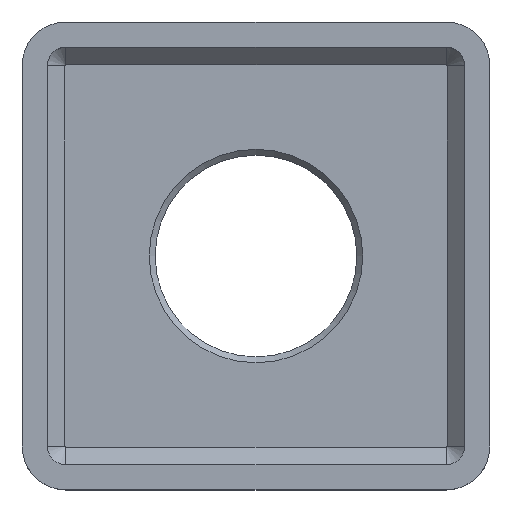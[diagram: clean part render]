
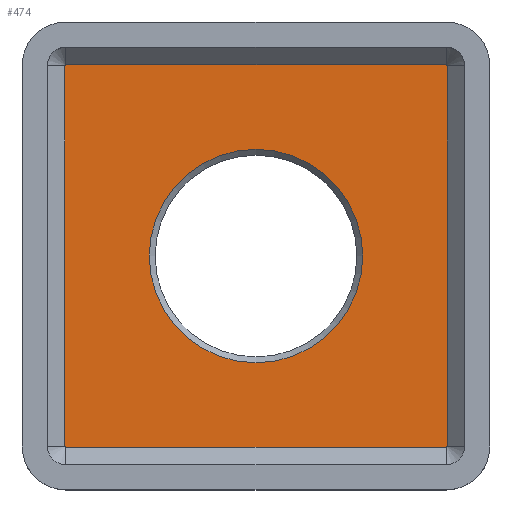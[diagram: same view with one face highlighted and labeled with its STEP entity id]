
A CAD part, top view. The second image highlights one B-rep face of the part: STEP entity #474.
In plain terms, the highlighted planar face has unit normal (0, 0, 1).
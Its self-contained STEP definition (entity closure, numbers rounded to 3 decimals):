
#24=FACE_BOUND('',#73,.T.);
#27=PLANE('',#519);
#43=FACE_OUTER_BOUND('',#72,.T.);
#72=EDGE_LOOP('',(#334,#335,#336,#337,#338,#339,#340,#341));
#73=EDGE_LOOP('',(#342));
#104=LINE('',#730,#150);
#105=LINE('',#734,#151);
#106=LINE('',#738,#152);
#107=LINE('',#742,#153);
#150=VECTOR('',#579,10.);
#151=VECTOR('',#582,10.);
#152=VECTOR('',#585,10.);
#153=VECTOR('',#588,10.);
#195=CIRCLE('',#517,3.65);
#197=CIRCLE('',#520,0.04);
#198=CIRCLE('',#521,0.04);
#199=CIRCLE('',#522,0.04);
#200=CIRCLE('',#523,0.04);
#218=VERTEX_POINT('',#722);
#220=VERTEX_POINT('',#728);
#221=VERTEX_POINT('',#729);
#222=VERTEX_POINT('',#731);
#223=VERTEX_POINT('',#733);
#224=VERTEX_POINT('',#735);
#225=VERTEX_POINT('',#737);
#226=VERTEX_POINT('',#739);
#227=VERTEX_POINT('',#741);
#261=EDGE_CURVE('',#218,#218,#195,.T.);
#264=EDGE_CURVE('',#220,#221,#104,.T.);
#265=EDGE_CURVE('',#222,#220,#197,.T.);
#266=EDGE_CURVE('',#223,#222,#105,.T.);
#267=EDGE_CURVE('',#224,#223,#198,.T.);
#268=EDGE_CURVE('',#225,#224,#106,.T.);
#269=EDGE_CURVE('',#226,#225,#199,.T.);
#270=EDGE_CURVE('',#227,#226,#107,.T.);
#271=EDGE_CURVE('',#221,#227,#200,.T.);
#334=ORIENTED_EDGE('',*,*,#264,.F.);
#335=ORIENTED_EDGE('',*,*,#265,.F.);
#336=ORIENTED_EDGE('',*,*,#266,.F.);
#337=ORIENTED_EDGE('',*,*,#267,.F.);
#338=ORIENTED_EDGE('',*,*,#268,.F.);
#339=ORIENTED_EDGE('',*,*,#269,.F.);
#340=ORIENTED_EDGE('',*,*,#270,.F.);
#341=ORIENTED_EDGE('',*,*,#271,.F.);
#342=ORIENTED_EDGE('',*,*,#261,.F.);
#474=ADVANCED_FACE('',(#43,#24),#27,.F.);
#517=AXIS2_PLACEMENT_3D('',#723,#572,#573);
#519=AXIS2_PLACEMENT_3D('',#727,#577,#578);
#520=AXIS2_PLACEMENT_3D('',#732,#580,#581);
#521=AXIS2_PLACEMENT_3D('',#736,#583,#584);
#522=AXIS2_PLACEMENT_3D('',#740,#586,#587);
#523=AXIS2_PLACEMENT_3D('',#743,#589,#590);
#572=DIRECTION('center_axis',(0.,0.,1.));
#573=DIRECTION('ref_axis',(-1.,0.,0.));
#577=DIRECTION('center_axis',(0.,0.,-1.));
#578=DIRECTION('ref_axis',(-1.,0.,0.));
#579=DIRECTION('',(-1.,0.,0.));
#580=DIRECTION('center_axis',(0.,0.,-1.));
#581=DIRECTION('ref_axis',(1.,0.,0.));
#582=DIRECTION('',(0.,-1.,0.));
#583=DIRECTION('center_axis',(0.,0.,-1.));
#584=DIRECTION('ref_axis',(0.,1.,0.));
#585=DIRECTION('',(1.,0.,0.));
#586=DIRECTION('center_axis',(0.,0.,-1.));
#587=DIRECTION('ref_axis',(-1.,0.,0.));
#588=DIRECTION('',(0.,1.,0.));
#589=DIRECTION('center_axis',(0.,0.,-1.));
#590=DIRECTION('ref_axis',(0.,-1.,0.));
#722=CARTESIAN_POINT('',(3.652,0.03,-2.35));
#723=CARTESIAN_POINT('Origin',(0.002,0.03,-2.35));
#727=CARTESIAN_POINT('Origin',(0.002,0.03,-2.35));
#728=CARTESIAN_POINT('',(6.502,-6.51,-2.35));
#729=CARTESIAN_POINT('',(-6.498,-6.51,-2.35));
#730=CARTESIAN_POINT('',(3.252,-6.51,-2.35));
#731=CARTESIAN_POINT('',(6.542,-6.47,-2.35));
#732=CARTESIAN_POINT('Origin',(6.502,-6.47,-2.35));
#733=CARTESIAN_POINT('',(6.542,6.53,-2.35));
#734=CARTESIAN_POINT('',(6.542,3.28,-2.35));
#735=CARTESIAN_POINT('',(6.502,6.57,-2.35));
#736=CARTESIAN_POINT('Origin',(6.502,6.53,-2.35));
#737=CARTESIAN_POINT('',(-6.498,6.57,-2.35));
#738=CARTESIAN_POINT('',(-3.248,6.57,-2.35));
#739=CARTESIAN_POINT('',(-6.538,6.53,-2.35));
#740=CARTESIAN_POINT('Origin',(-6.498,6.53,-2.35));
#741=CARTESIAN_POINT('',(-6.538,-6.47,-2.35));
#742=CARTESIAN_POINT('',(-6.538,-3.22,-2.35));
#743=CARTESIAN_POINT('Origin',(-6.498,-6.47,-2.35));
